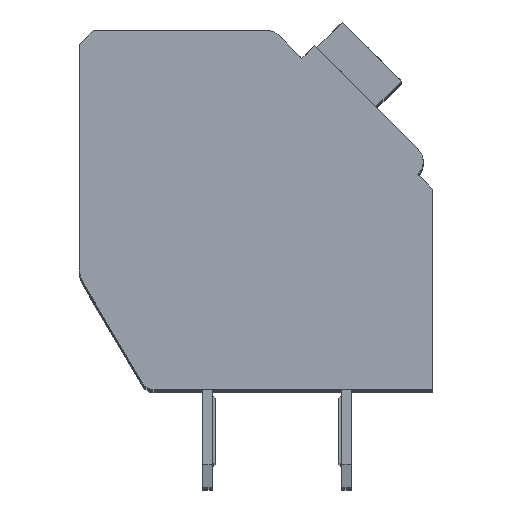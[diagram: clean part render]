
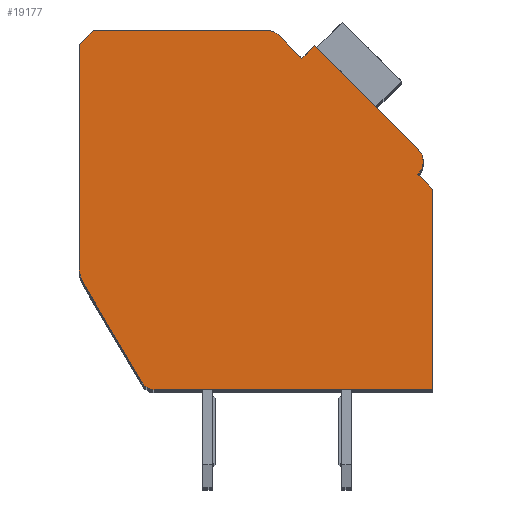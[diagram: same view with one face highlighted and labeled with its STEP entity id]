
A CAD part, top view. The second image highlights one B-rep face of the part: STEP entity #19177.
In plain terms, the highlighted planar face has unit normal (0, 0, 1).
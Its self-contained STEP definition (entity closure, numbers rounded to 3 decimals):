
#367=DIRECTION('',(0.,-1.,0.));
#368=VECTOR('',#367,8.053);
#369=CARTESIAN_POINT('',(-12.7,12.4,2.1));
#370=LINE('',#369,#368);
#371=DIRECTION('',(-0.707,-0.707,0.));
#372=VECTOR('',#371,0.707);
#373=CARTESIAN_POINT('',(-12.2,12.9,2.1));
#374=LINE('',#373,#372);
#375=DIRECTION('',(-1.,0.,0.));
#376=VECTOR('',#375,6.298);
#377=CARTESIAN_POINT('',(-5.902,12.9,2.1));
#378=LINE('',#377,#376);
#379=CARTESIAN_POINT('',(-5.902,12.4,2.1));
#380=DIRECTION('',(0.,0.,1.));
#381=DIRECTION('',(0.707,0.707,0.));
#382=AXIS2_PLACEMENT_3D('',#379,#380,#381);
#384=DIRECTION('',(-0.707,0.707,0.));
#385=VECTOR('',#384,1.197);
#386=CARTESIAN_POINT('',(-4.702,11.907,2.1));
#387=LINE('',#386,#385);
#388=DIRECTION('',(-0.707,-0.707,0.));
#389=VECTOR('',#388,0.65);
#390=CARTESIAN_POINT('',(-4.243,12.367,2.1));
#391=LINE('',#390,#389);
#392=DIRECTION('',(-0.707,0.707,0.));
#393=VECTOR('',#392,5.25);
#394=CARTESIAN_POINT('',(-0.53,8.655,2.1));
#395=LINE('',#394,#393);
#396=CARTESIAN_POINT('',(-0.99,8.195,2.1));
#397=DIRECTION('',(0.,0.,1.));
#398=DIRECTION('',(0.707,-0.707,0.));
#399=AXIS2_PLACEMENT_3D('',#396,#397,#398);
#401=DIRECTION('',(-0.707,0.707,0.));
#402=VECTOR('',#401,0.75);
#403=CARTESIAN_POINT('',(0.,7.205,2.1));
#404=LINE('',#403,#402);
#405=DIRECTION('',(0.,1.,0.));
#406=VECTOR('',#405,7.205);
#407=CARTESIAN_POINT('',(0.,0.,2.1));
#408=LINE('',#407,#406);
#409=DIRECTION('',(1.,0.,0.));
#410=VECTOR('',#409,10.014);
#411=CARTESIAN_POINT('',(-10.014,0.,2.1));
#412=LINE('',#411,#410);
#413=CARTESIAN_POINT('',(-10.014,0.5,2.1));
#414=DIRECTION('',(0.,0.,1.));
#415=DIRECTION('',(-0.862,-0.508,0.));
#416=AXIS2_PLACEMENT_3D('',#413,#414,#415);
#418=DIRECTION('',(0.508,-0.862,0.));
#419=VECTOR('',#418,4.17);
#420=CARTESIAN_POINT('',(-12.562,3.839,2.1));
#421=LINE('',#420,#419);
#422=CARTESIAN_POINT('',(-11.7,4.347,2.1));
#423=DIRECTION('',(0.,0.,1.));
#424=DIRECTION('',(-1.,0.,0.));
#425=AXIS2_PLACEMENT_3D('',#422,#423,#424);
#14378=CARTESIAN_POINT('',(-12.7,12.4,2.1));
#14379=CARTESIAN_POINT('',(-12.7,4.347,2.1));
#14380=VERTEX_POINT('',#14378);
#14381=VERTEX_POINT('',#14379);
#14382=CARTESIAN_POINT('',(-12.562,3.839,2.1));
#14383=VERTEX_POINT('',#14382);
#14384=CARTESIAN_POINT('',(-10.445,0.246,2.1));
#14385=VERTEX_POINT('',#14384);
#14386=CARTESIAN_POINT('',(-10.014,0.,2.1));
#14387=VERTEX_POINT('',#14386);
#14388=CARTESIAN_POINT('',(0.,0.,2.1));
#14389=VERTEX_POINT('',#14388);
#14390=CARTESIAN_POINT('',(0.,7.205,2.1));
#14391=VERTEX_POINT('',#14390);
#14392=CARTESIAN_POINT('',(-0.53,7.735,2.1));
#14393=VERTEX_POINT('',#14392);
#14394=CARTESIAN_POINT('',(-0.53,8.655,2.1));
#14395=VERTEX_POINT('',#14394);
#14396=CARTESIAN_POINT('',(-4.243,12.367,2.1));
#14397=VERTEX_POINT('',#14396);
#14398=CARTESIAN_POINT('',(-4.702,11.907,2.1));
#14399=VERTEX_POINT('',#14398);
#14400=CARTESIAN_POINT('',(-5.548,12.754,2.1));
#14401=VERTEX_POINT('',#14400);
#14402=CARTESIAN_POINT('',(-5.902,12.9,2.1));
#14403=VERTEX_POINT('',#14402);
#14404=CARTESIAN_POINT('',(-12.2,12.9,2.1));
#14405=VERTEX_POINT('',#14404);
#19144=CARTESIAN_POINT('',(0.,0.,2.1));
#19145=DIRECTION('',(0.,0.,1.));
#19146=DIRECTION('',(1.,0.,0.));
#19147=AXIS2_PLACEMENT_3D('',#19144,#19145,#19146);
#19148=PLANE('',#19147);
#19149=ORIENTED_EDGE('',*,*,#18808,.F.);
#19151=ORIENTED_EDGE('',*,*,#19150,.F.);
#19153=ORIENTED_EDGE('',*,*,#19152,.F.);
#19155=ORIENTED_EDGE('',*,*,#19154,.F.);
#19157=ORIENTED_EDGE('',*,*,#19156,.F.);
#19159=ORIENTED_EDGE('',*,*,#19158,.F.);
#19161=ORIENTED_EDGE('',*,*,#19160,.F.);
#19163=ORIENTED_EDGE('',*,*,#19162,.F.);
#19165=ORIENTED_EDGE('',*,*,#19164,.F.);
#19167=ORIENTED_EDGE('',*,*,#19166,.F.);
#19169=ORIENTED_EDGE('',*,*,#19168,.F.);
#19171=ORIENTED_EDGE('',*,*,#19170,.F.);
#19173=ORIENTED_EDGE('',*,*,#19172,.F.);
#19174=ORIENTED_EDGE('',*,*,#18942,.F.);
#19175=EDGE_LOOP('',(#19149,#19151,#19153,#19155,#19157,#19159,#19161,#19163,
#19165,#19167,#19169,#19171,#19173,#19174));
#19176=FACE_OUTER_BOUND('',#19175,.F.);
#383=CIRCLE('',#382,0.5);
#400=CIRCLE('',#399,0.65);
#417=CIRCLE('',#416,0.5);
#426=CIRCLE('',#425,1.);
#18808=EDGE_CURVE('',#14380,#14381,#370,.T.);
#18942=EDGE_CURVE('',#14381,#14383,#426,.T.);
#19150=EDGE_CURVE('',#14405,#14380,#374,.T.);
#19152=EDGE_CURVE('',#14403,#14405,#378,.T.);
#19154=EDGE_CURVE('',#14401,#14403,#383,.T.);
#19156=EDGE_CURVE('',#14399,#14401,#387,.T.);
#19158=EDGE_CURVE('',#14397,#14399,#391,.T.);
#19160=EDGE_CURVE('',#14395,#14397,#395,.T.);
#19162=EDGE_CURVE('',#14393,#14395,#400,.T.);
#19164=EDGE_CURVE('',#14391,#14393,#404,.T.);
#19166=EDGE_CURVE('',#14389,#14391,#408,.T.);
#19168=EDGE_CURVE('',#14387,#14389,#412,.T.);
#19170=EDGE_CURVE('',#14385,#14387,#417,.T.);
#19172=EDGE_CURVE('',#14383,#14385,#421,.T.);
#19177=ADVANCED_FACE('',(#19176),#19148,.T.);
